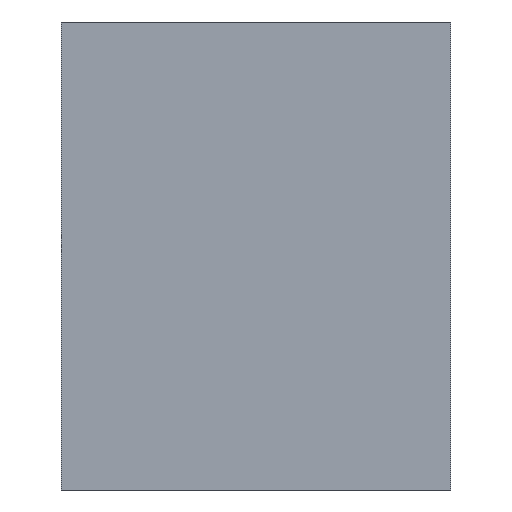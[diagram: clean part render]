
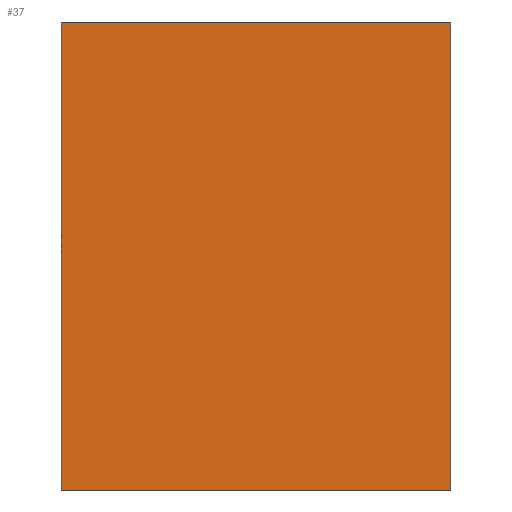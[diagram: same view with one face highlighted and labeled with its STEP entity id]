
A CAD part, front view. The second image highlights one B-rep face of the part: STEP entity #37.
In plain terms, the highlighted planar face has unit normal (0, -1, 0).
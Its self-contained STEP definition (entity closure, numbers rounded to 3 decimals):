
#37=ADVANCED_FACE('',(#49),#43,.F.);
#43=PLANE('',#130);
#49=FACE_OUTER_BOUND('',#55,.T.);
#55=EDGE_LOOP('',(#70,#71,#72,#73));
#70=ORIENTED_EDGE('',*,*,#92,.F.);
#71=ORIENTED_EDGE('',*,*,#98,.F.);
#72=ORIENTED_EDGE('',*,*,#99,.F.);
#73=ORIENTED_EDGE('',*,*,#100,.F.);
#84=VERTEX_POINT('',#164);
#85=VERTEX_POINT('',#166);
#88=VERTEX_POINT('',#176);
#89=VERTEX_POINT('',#180);
#92=EDGE_CURVE('',#84,#85,#104,.T.);
#98=EDGE_CURVE('',#88,#84,#110,.T.);
#99=EDGE_CURVE('',#89,#88,#111,.T.);
#100=EDGE_CURVE('',#85,#89,#112,.T.);
#104=LINE('',#165,#116);
#110=LINE('',#177,#122);
#111=LINE('',#179,#123);
#112=LINE('',#181,#124);
#116=VECTOR('',#137,1.);
#122=VECTOR('',#147,1.);
#123=VECTOR('',#150,1.);
#124=VECTOR('',#151,1.);
#130=AXIS2_PLACEMENT_3D('',#182,#152,#153);
#137=DIRECTION('',(0.,0.,1.));
#147=DIRECTION('',(-1.,0.,0.));
#150=DIRECTION('',(0.,0.,-1.));
#151=DIRECTION('',(1.,0.,0.));
#152=DIRECTION('',(0.,1.,0.));
#153=DIRECTION('',(0.,0.,1.));
#164=CARTESIAN_POINT('',(-138.,249.,-233.));
#165=CARTESIAN_POINT('',(-138.,249.,-233.));
#166=CARTESIAN_POINT('',(-138.,249.,99.));
#176=CARTESIAN_POINT('',(138.,249.,-233.));
#177=CARTESIAN_POINT('',(-1366.2,249.,-233.));
#179=CARTESIAN_POINT('',(138.,249.,-233.));
#180=CARTESIAN_POINT('',(138.,249.,99.));
#181=CARTESIAN_POINT('',(-1366.2,249.,99.));
#182=CARTESIAN_POINT('',(-1366.2,249.,-233.));
